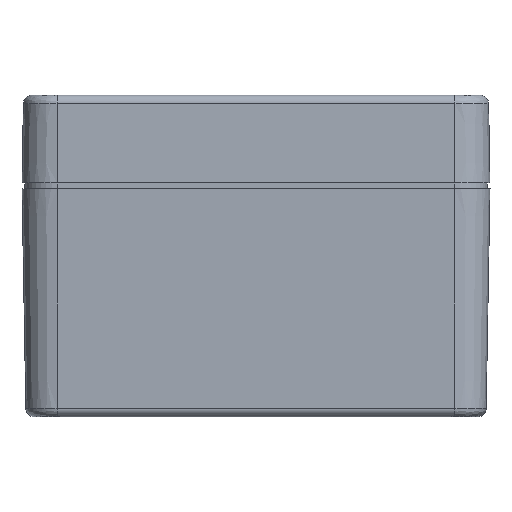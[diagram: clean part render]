
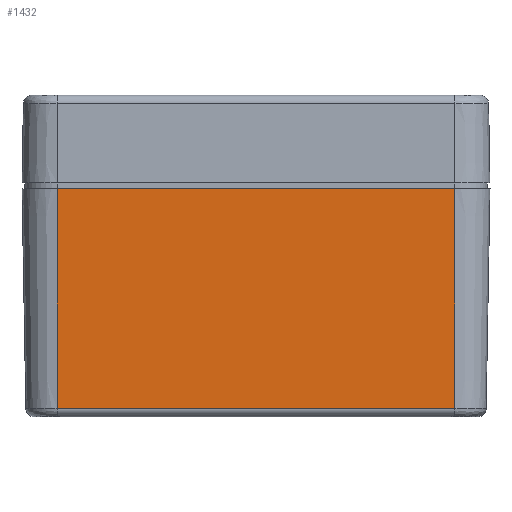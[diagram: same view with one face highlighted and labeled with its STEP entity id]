
A CAD part, front view. The second image highlights one B-rep face of the part: STEP entity #1432.
In plain terms, the highlighted planar face has unit normal (0, -1, -0.018).
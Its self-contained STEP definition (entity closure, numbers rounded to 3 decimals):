
#129 = EDGE_CURVE ( 'NONE', #10250, #11435, #12973, .T. ) ;
#647 = EDGE_CURVE ( 'NONE', #11435, #7075, #2450, .T. ) ;
#1432 = ADVANCED_FACE ( 'NONE', ( #9971 ), #4914, .T. ) ;
#1480 = CARTESIAN_POINT ( 'NONE',  ( -15407.263, -16836.745, -2.326 ) ) ;
#2450 = LINE ( 'NONE', #10850, #5225 ) ;
#4023 = CARTESIAN_POINT ( 'NONE',  ( -15407.263, -16837.4, 35.2 ) ) ;
#4346 = ORIENTED_EDGE ( 'NONE', *, *, #10460, .T. ) ;
#4385 = CARTESIAN_POINT ( 'NONE',  ( -15339.263, -16836.745, -2.326 ) ) ;
#4746 = ORIENTED_EDGE ( 'NONE', *, *, #129, .T. ) ;
#4914 = PLANE ( 'NONE',  #12034 ) ;
#5114 = CARTESIAN_POINT ( 'NONE',  ( -15339.263, -16837.4, 35.2 ) ) ;
#5177 = VECTOR ( 'NONE', #13065, 1000. ) ;
#5225 = VECTOR ( 'NONE', #14427, 1000. ) ;
#5882 = ORIENTED_EDGE ( 'NONE', *, *, #647, .T. ) ;
#6102 = DIRECTION ( 'NONE',  ( 0., 0.017, -1. ) ) ;
#6330 = VECTOR ( 'NONE', #10462, 1000. ) ;
#7075 = VERTEX_POINT ( 'NONE', #4023 ) ;
#7440 = DIRECTION ( 'NONE',  ( -1., 0., 0. ) ) ;
#8104 = EDGE_CURVE ( 'NONE', #10250, #8462, #10761, .T. ) ;
#8462 = VERTEX_POINT ( 'NONE', #1480 ) ;
#8952 = ORIENTED_EDGE ( 'NONE', *, *, #8104, .F. ) ;
#9257 = CARTESIAN_POINT ( 'NONE',  ( -15339.263, -16837.4, 35.2 ) ) ;
#9971 = FACE_OUTER_BOUND ( 'NONE', #11500, .T. ) ;
#10250 = VERTEX_POINT ( 'NONE', #4385 ) ;
#10397 = VECTOR ( 'NONE', #7440, 1000. ) ;
#10460 = EDGE_CURVE ( 'NONE', #7075, #8462, #11446, .T. ) ;
#10462 = DIRECTION ( 'NONE',  ( 0., -0.017, 1. ) ) ;
#10761 = LINE ( 'NONE', #14518, #10397 ) ;
#10850 = CARTESIAN_POINT ( 'NONE',  ( -15373.263, -16837.4, 35.2 ) ) ;
#11435 = VERTEX_POINT ( 'NONE', #5114 ) ;
#11446 = LINE ( 'NONE', #11869, #5177 ) ;
#11500 = EDGE_LOOP ( 'NONE', ( #4346, #8952, #4746, #5882 ) ) ;
#11869 = CARTESIAN_POINT ( 'NONE',  ( -15407.263, -16837.4, 35.2 ) ) ;
#11962 = CARTESIAN_POINT ( 'NONE',  ( -15373.263, -16837.4, 35.2 ) ) ;
#12034 = AXIS2_PLACEMENT_3D ( 'NONE', #11962, #13162, #6102 ) ;
#12973 = LINE ( 'NONE', #9257, #6330 ) ;
#13065 = DIRECTION ( 'NONE',  ( 0., 0.017, -1. ) ) ;
#13162 = DIRECTION ( 'NONE',  ( 0., -1., -0.017 ) ) ;
#14427 = DIRECTION ( 'NONE',  ( -1., 0., 0. ) ) ;
#14518 = CARTESIAN_POINT ( 'NONE',  ( -15373.263, -16836.745, -2.326 ) ) ;
